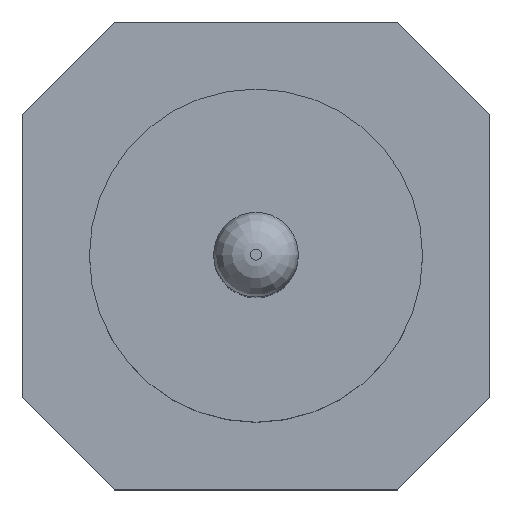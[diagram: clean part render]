
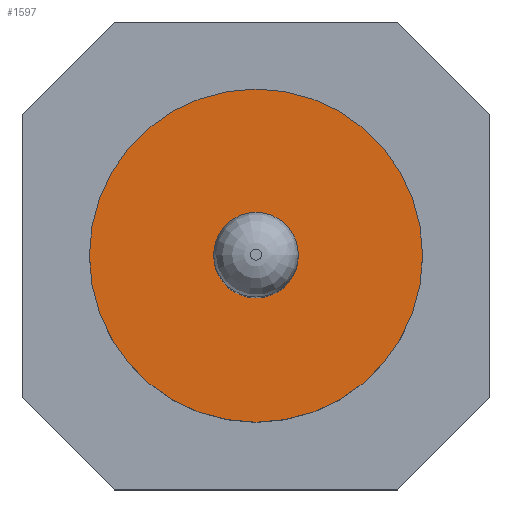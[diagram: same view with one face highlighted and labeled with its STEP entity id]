
A CAD part, top view. The second image highlights one B-rep face of the part: STEP entity #1597.
In plain terms, the highlighted planar face has unit normal (0, 0, 1).
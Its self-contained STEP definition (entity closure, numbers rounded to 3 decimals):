
#1524 = CYLINDRICAL_SURFACE('',#1525,0.905);
#1525 = AXIS2_PLACEMENT_3D('',#1526,#1527,#1528);
#1526 = CARTESIAN_POINT('',(0.,0.,1.26));
#1527 = DIRECTION('',(0.,0.,-1.));
#1528 = DIRECTION('',(1.,0.,0.));
#1543 = VERTEX_POINT('',#1544);
#1544 = CARTESIAN_POINT('',(0.905,0.,1.76));
#1565 = EDGE_CURVE('',#1543,#1543,#1566,.T.);
#1566 = SURFACE_CURVE('',#1567,(#1572,#1579),.PCURVE_S1.);
#1567 = CIRCLE('',#1568,0.905);
#1568 = AXIS2_PLACEMENT_3D('',#1569,#1570,#1571);
#1569 = CARTESIAN_POINT('',(0.,0.,1.76));
#1570 = DIRECTION('',(0.,0.,1.));
#1571 = DIRECTION('',(1.,0.,0.));
#1572 = PCURVE('',#1524,#1573);
#1573 = DEFINITIONAL_REPRESENTATION('',(#1574),#1578);
#1574 = LINE('',#1575,#1576);
#1575 = CARTESIAN_POINT('',(0.,-0.5));
#1576 = VECTOR('',#1577,1.);
#1577 = DIRECTION('',(-1.,0.));
#1578 = ( GEOMETRIC_REPRESENTATION_CONTEXT(2) 
PARAMETRIC_REPRESENTATION_CONTEXT() REPRESENTATION_CONTEXT('2D SPACE',''
  ) );
#1579 = PCURVE('',#1580,#1585);
#1580 = PLANE('',#1581);
#1581 = AXIS2_PLACEMENT_3D('',#1582,#1583,#1584);
#1582 = CARTESIAN_POINT('',(0.905,0.,1.76));
#1583 = DIRECTION('',(0.,0.,-1.));
#1584 = DIRECTION('',(-1.,0.,0.));
#1585 = DEFINITIONAL_REPRESENTATION('',(#1586),#1594);
#1586 = ( BOUNDED_CURVE() B_SPLINE_CURVE(2,(#1587,#1588,#1589,#1590,
#1591,#1592,#1593),.UNSPECIFIED.,.F.,.F.) B_SPLINE_CURVE_WITH_KNOTS((1,2
    ,2,2,2,1),(-2.094,0.,2.094,4.189,
6.283,8.378),.UNSPECIFIED.) CURVE() 
GEOMETRIC_REPRESENTATION_ITEM() RATIONAL_B_SPLINE_CURVE((1.,0.5,1.,0.5,
1.,0.5,1.)) REPRESENTATION_ITEM('') );
#1587 = CARTESIAN_POINT('',(0.,0.));
#1588 = CARTESIAN_POINT('',(0.,1.568));
#1589 = CARTESIAN_POINT('',(1.358,0.784));
#1590 = CARTESIAN_POINT('',(2.715,0.));
#1591 = CARTESIAN_POINT('',(1.358,-0.784));
#1592 = CARTESIAN_POINT('',(0.,-1.568));
#1593 = CARTESIAN_POINT('',(0.,0.));
#1594 = ( GEOMETRIC_REPRESENTATION_CONTEXT(2) 
PARAMETRIC_REPRESENTATION_CONTEXT() REPRESENTATION_CONTEXT('2D SPACE',''
  ) );
#1597 = ADVANCED_FACE('',(#1598,#1601),#1580,.F.);
#1598 = FACE_BOUND('',#1599,.F.);
#1599 = EDGE_LOOP('',(#1600));
#1600 = ORIENTED_EDGE('',*,*,#1565,.F.);
#1601 = FACE_BOUND('',#1602,.F.);
#1602 = EDGE_LOOP('',(#1603));
#1603 = ORIENTED_EDGE('',*,*,#1604,.F.);
#1604 = EDGE_CURVE('',#1605,#1605,#1607,.T.);
#1605 = VERTEX_POINT('',#1606);
#1606 = CARTESIAN_POINT('',(0.23,0.,1.76));
#1607 = SURFACE_CURVE('',#1608,(#1613,#1620),.PCURVE_S1.);
#1608 = CIRCLE('',#1609,0.23);
#1609 = AXIS2_PLACEMENT_3D('',#1610,#1611,#1612);
#1610 = CARTESIAN_POINT('',(0.,0.,1.76));
#1611 = DIRECTION('',(0.,0.,-1.));
#1612 = DIRECTION('',(1.,0.,0.));
#1613 = PCURVE('',#1580,#1614);
#1614 = DEFINITIONAL_REPRESENTATION('',(#1615),#1619);
#1615 = CIRCLE('',#1616,0.23);
#1616 = AXIS2_PLACEMENT_2D('',#1617,#1618);
#1617 = CARTESIAN_POINT('',(0.905,0.));
#1618 = DIRECTION('',(-1.,0.));
#1619 = ( GEOMETRIC_REPRESENTATION_CONTEXT(2) 
PARAMETRIC_REPRESENTATION_CONTEXT() REPRESENTATION_CONTEXT('2D SPACE',''
  ) );
#1620 = PCURVE('',#1621,#1626);
#1621 = CYLINDRICAL_SURFACE('',#1622,0.23);
#1622 = AXIS2_PLACEMENT_3D('',#1623,#1624,#1625);
#1623 = CARTESIAN_POINT('',(0.,0.,-2.7));
#1624 = DIRECTION('',(0.,0.,-1.));
#1625 = DIRECTION('',(1.,0.,0.));
#1626 = DEFINITIONAL_REPRESENTATION('',(#1627),#1631);
#1627 = LINE('',#1628,#1629);
#1628 = CARTESIAN_POINT('',(-6.283,-4.46));
#1629 = VECTOR('',#1630,1.);
#1630 = DIRECTION('',(1.,0.));
#1631 = ( GEOMETRIC_REPRESENTATION_CONTEXT(2) 
PARAMETRIC_REPRESENTATION_CONTEXT() REPRESENTATION_CONTEXT('2D SPACE',''
  ) );
